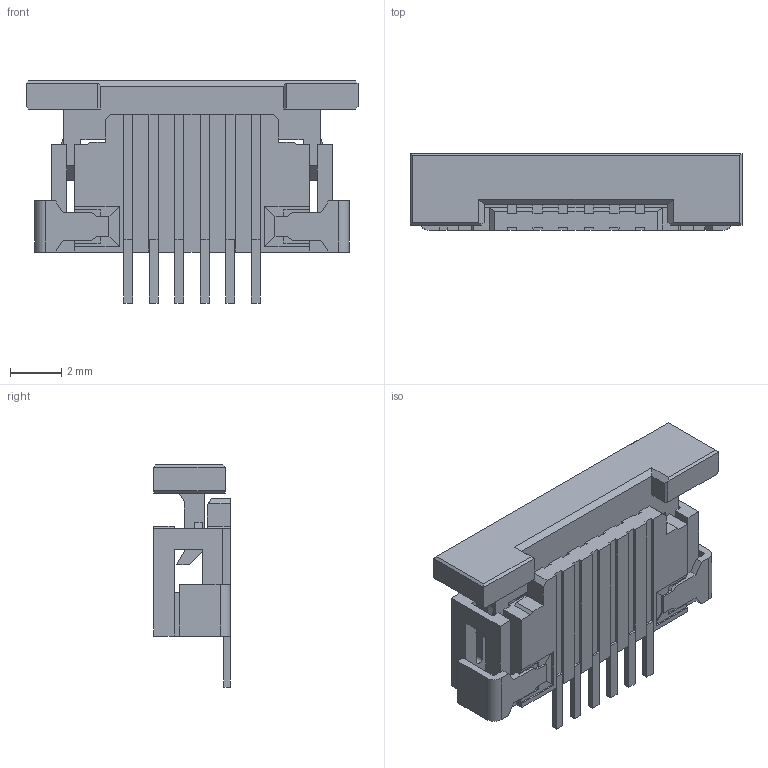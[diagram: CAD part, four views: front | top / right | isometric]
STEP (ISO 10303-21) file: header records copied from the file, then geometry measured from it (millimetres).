
FILE_DESCRIPTION(('STEP AP242'),'1');
FILE_NAME('52271-0679.stp','2021-01-28T20:33:25',('TraceParts'),('TraceParts S.A.'),'Spatial InterOp 3D',' ',' ');
FILE_SCHEMA(('AP242_MANAGED_MODEL_BASED_3D_ENGINEERING_MIM_LF {1 0 10303 442 1 1 4}'));
Length unit declared in the file: millimetre
Products named in the file (1): 52271-0679_1
Bounding box: 13 x 3 x 8.7 mm (x, y, z)
Volume: 140.6 mm3; surface area: 538.8 mm2
Topology: 1 solids, 1 shells, 323 faces, 1062 edges, 742 vertices
Faces by surface type: plane 315, cylinder 8
Entity records: 11436 total; most frequent: CARTESIAN_POINT 2059, ORIENTED_EDGE 2054, DIRECTION 1728, LINE 1046, VECTOR 1046, EDGE_CURVE 1027, VERTEX_POINT 672, AXIS2_PLACEMENT_3D 341
